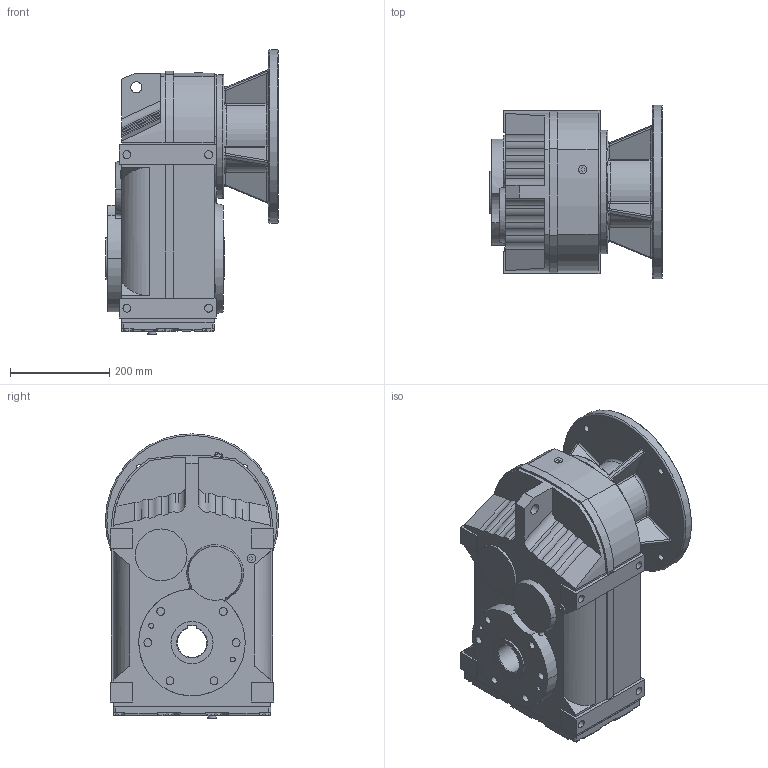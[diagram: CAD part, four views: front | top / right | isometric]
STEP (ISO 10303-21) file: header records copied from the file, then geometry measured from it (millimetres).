
FILE_DESCRIPTION(('STEP AP203'), '1');
FILE_NAME('凎劌膷闉 FA 87', '', ('UNSPECIFIED'), ('UNSPECIFIED'), 'ASCON STEP Converter 1.3', 'ASCON Math Kernel', '');
FILE_SCHEMA(('CONFIG_CONTROL_DESIGN'));
Length unit declared in the file: millimetre
Products named in the file (11): Bohrungen Abdeckhaube Antrieb 2; Bohrungen Abdeckhaube Antrieb 2_1; Bohrungen Abdeckhaube Antrieb 2_2; Bohrungen Abdeckhaube Antrieb 2_3; Bohrungen Abdeckhaube Antrieb 2_4; Bohrungen Abdeckhaube Antrieb 2_5; Bohrungen Abdeckhaube Antrieb 2_6; Bohrungen Abdeckhaube Antrieb 2_7; Verschlussbohrungen B-Seite_10
Assembly tree (10 placements, depth 2):
  (unnamed)
    Bohrungen Abdeckhaube Antrieb 2
    Bohrungen Abdeckhaube Antrieb 2_1
    Bohrungen Abdeckhaube Antrieb 2_2
    Bohrungen Abdeckhaube Antrieb 2_3
    Bohrungen Abdeckhaube Antrieb 2_4
    Bohrungen Abdeckhaube Antrieb 2_5
    Bohrungen Abdeckhaube Antrieb 2_6
    Bohrungen Abdeckhaube Antrieb 2_7
    Verschlussbohrungen B-Seite_10
    (unnamed)
Bounding box: 349 x 350 x 574.19 mm (x, y, z)
Volume: 31924535.5 mm3; surface area: 1380029.3 mm2
Topology: 10 solids, 10 shells, 578 faces, 1415 edges, 912 vertices
Faces by surface type: plane 328, cylinder 171, bspline 48, cone 21, torus 10
Full cylindrical faces by diameter (mm): 6 x2, 8 x1, 10 x2, 14 x8, 16 x14, 17 x6, 22 x1, 85 x2, 90 x1, 105 x1, 111 x1, 125 x3, 126 x1, 129 x1, 150 x1, 180 x1, 182 x1, 248 x1, 250 x2, 350 x1
Entity records: 29759 total; most frequent: CARTESIAN_POINT 11525, ORIENTED_EDGE 2690, DIRECTION 2510, EDGE_CURVE 1345, VERTEX_POINT 912, LINE 848, VECTOR 848, AXIS2_PLACEMENT_3D 831
